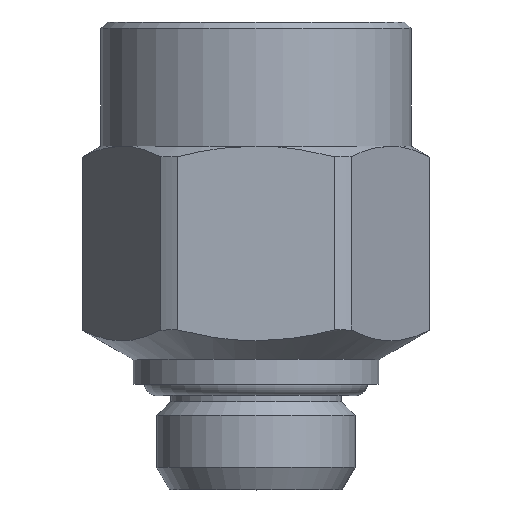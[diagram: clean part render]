
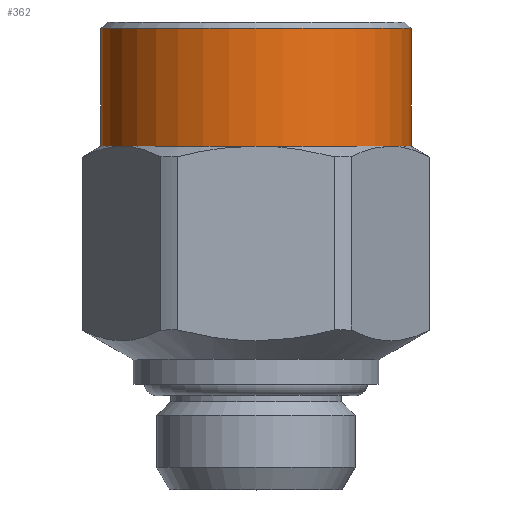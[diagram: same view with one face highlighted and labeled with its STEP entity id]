
A CAD part, top view. The second image highlights one B-rep face of the part: STEP entity #362.
In plain terms, the highlighted cylindrical face has radius 12.5 mm (diameter 25 mm), a full revolution.
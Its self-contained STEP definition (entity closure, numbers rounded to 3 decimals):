
#362 = ADVANCED_FACE( 'NONE', ( #843, #844 ), #845, .T. );
#843 = FACE_OUTER_BOUND( '', #2333, .T. );
#844 = FACE_OUTER_BOUND( '', #2334, .T. );
#845 = CYLINDRICAL_SURFACE( '', #2335, 12.5 );
#2333 = EDGE_LOOP( '', ( #4385, #4386, #4387, #4388, #4389, #4390 ) );
#2334 = EDGE_LOOP( '', ( #4391 ) );
#2335 = AXIS2_PLACEMENT_3D( '', #4392, #4393, #4394 );
#4385 = ORIENTED_EDGE( '', *, *, #5560, .F. );
#4386 = ORIENTED_EDGE( '', *, *, #5561, .F. );
#4387 = ORIENTED_EDGE( '', *, *, #5562, .F. );
#4388 = ORIENTED_EDGE( '', *, *, #5252, .F. );
#4389 = ORIENTED_EDGE( '', *, *, #5563, .F. );
#4390 = ORIENTED_EDGE( '', *, *, #5564, .F. );
#4391 = ORIENTED_EDGE( '', *, *, #5565, .T. );
#4392 = CARTESIAN_POINT( '', ( 0., 0., 0. ) );
#4393 = DIRECTION( '', ( 0., 1., 0. ) );
#4394 = DIRECTION( '', ( 0., 0., -1. ) );
#5252 = EDGE_CURVE( 'NONE', #5970, #5973, #5974, .T. );
#5560 = EDGE_CURVE( 'NONE', #6125, #5960, #6458, .T. );
#5561 = EDGE_CURVE( 'NONE', #5869, #6125, #6459, .T. );
#5562 = EDGE_CURVE( 'NONE', #5973, #5869, #6460, .T. );
#5563 = EDGE_CURVE( 'NONE', #6461, #5970, #6462, .T. );
#5564 = EDGE_CURVE( 'NONE', #5960, #6461, #6463, .T. );
#5565 = EDGE_CURVE( 'NONE', #6464, #6464, #6465, .T. );
#5869 = VERTEX_POINT( 'NONE', #7127 );
#5960 = VERTEX_POINT( 'NONE', #7451 );
#5970 = VERTEX_POINT( 'NONE', #7479 );
#5973 = VERTEX_POINT( 'NONE', #7486 );
#5974 = CIRCLE( '', #7487, 12.5 );
#6125 = VERTEX_POINT( 'NONE', #7883 );
#6458 = CIRCLE( '', #9339, 12.5 );
#6459 = CIRCLE( '', #9340, 12.5 );
#6460 = CIRCLE( '', #9341, 12.5 );
#6461 = VERTEX_POINT( 'NONE', #9342 );
#6462 = CIRCLE( '', #9343, 12.5 );
#6463 = CIRCLE( '', #9344, 12.5 );
#6464 = VERTEX_POINT( '', #9345 );
#6465 = CIRCLE( '', #9346, 12.5 );
#7127 = CARTESIAN_POINT( '', ( -10.825, 27.7, -6.25 ) );
#7451 = CARTESIAN_POINT( '', ( 10.825, 27.7, -6.25 ) );
#7479 = CARTESIAN_POINT( '', ( 0., 27.7, 12.5 ) );
#7486 = CARTESIAN_POINT( '', ( -10.825, 27.7, 6.25 ) );
#7487 = AXIS2_PLACEMENT_3D( '', #9951, #9952, #9953 );
#7883 = CARTESIAN_POINT( '', ( 0., 27.7, -12.5 ) );
#9339 = AXIS2_PLACEMENT_3D( '', #10138, #10139, #10140 );
#9340 = AXIS2_PLACEMENT_3D( '', #10141, #10142, #10143 );
#9341 = AXIS2_PLACEMENT_3D( '', #10144, #10145, #10146 );
#9342 = CARTESIAN_POINT( '', ( 10.825, 27.7, 6.25 ) );
#9343 = AXIS2_PLACEMENT_3D( '', #10147, #10148, #10149 );
#9344 = AXIS2_PLACEMENT_3D( '', #10150, #10151, #10152 );
#9345 = CARTESIAN_POINT( '', ( 0., 37.2, -12.5 ) );
#9346 = AXIS2_PLACEMENT_3D( '', #10153, #10154, #10155 );
#9951 = CARTESIAN_POINT( '', ( 0., 27.7, 0. ) );
#9952 = DIRECTION( '', ( 0., -1., 0. ) );
#9953 = DIRECTION( '', ( 0., 0., -1. ) );
#10138 = CARTESIAN_POINT( '', ( 0., 27.7, 0. ) );
#10139 = DIRECTION( '', ( 0., -1., 0. ) );
#10140 = DIRECTION( '', ( 0., 0., -1. ) );
#10141 = CARTESIAN_POINT( '', ( 0., 27.7, 0. ) );
#10142 = DIRECTION( '', ( 0., -1., 0. ) );
#10143 = DIRECTION( '', ( 0., 0., -1. ) );
#10144 = CARTESIAN_POINT( '', ( 0., 27.7, 0. ) );
#10145 = DIRECTION( '', ( 0., -1., 0. ) );
#10146 = DIRECTION( '', ( 0., 0., -1. ) );
#10147 = CARTESIAN_POINT( '', ( 0., 27.7, 0. ) );
#10148 = DIRECTION( '', ( 0., -1., 0. ) );
#10149 = DIRECTION( '', ( 0., 0., -1. ) );
#10150 = CARTESIAN_POINT( '', ( 0., 27.7, 0. ) );
#10151 = DIRECTION( '', ( 0., -1., 0. ) );
#10152 = DIRECTION( '', ( 0., 0., -1. ) );
#10153 = CARTESIAN_POINT( '', ( 0., 37.2, 0. ) );
#10154 = DIRECTION( '', ( 0., -1., 0. ) );
#10155 = DIRECTION( '', ( 0., 0., -1. ) );
